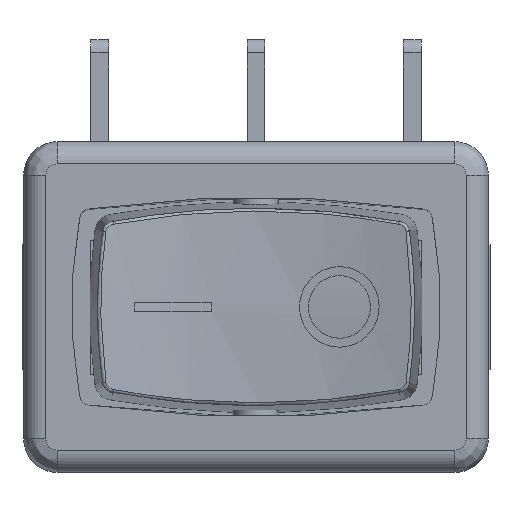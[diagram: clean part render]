
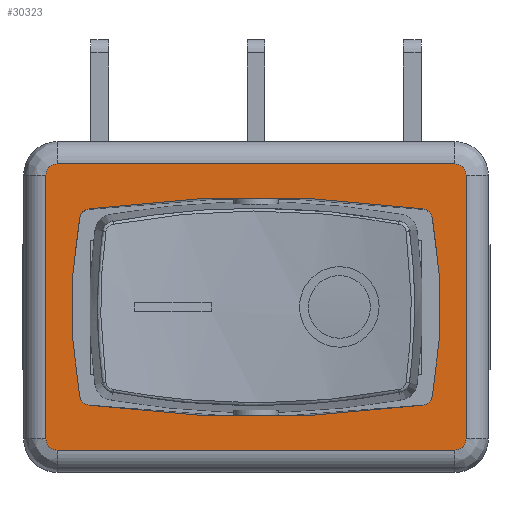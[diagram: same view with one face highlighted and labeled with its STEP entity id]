
A CAD part, top view. The second image highlights one B-rep face of the part: STEP entity #30323.
In plain terms, the highlighted planar face has unit normal (0, 0, 1).
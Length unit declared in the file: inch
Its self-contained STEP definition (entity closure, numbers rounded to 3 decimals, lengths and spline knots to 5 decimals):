
#29477=CARTESIAN_POINT('',(0.29401,0.17305,0.62992));
#29478=VERTEX_POINT('',#29477);
#29485=CARTESIAN_POINT('',(-0.29401,0.17305,0.62992));
#29486=VERTEX_POINT('',#29485);
#29487=CARTESIAN_POINT('',(0.,-1.97226,0.62992));
#29488=DIRECTION('',(0.0,0.0,-1.0));
#29489=DIRECTION('',(-0.136,-0.991,0.0));
#29490=AXIS2_PLACEMENT_3D('',#29487,#29488,#29489);
#29491=CIRCLE('',#29490,2.16535);
#29492=EDGE_CURVE('',#29486,#29478,#29491,.T.);
#29523=CARTESIAN_POINT('',(-0.3107,0.15711,0.62992));
#29524=VERTEX_POINT('',#29523);
#29525=CARTESIAN_POINT('',(-0.29134,0.15354,0.62992));
#29526=DIRECTION('',(0.0,0.0,-1.0));
#29527=DIRECTION('',(0.136,-0.991,0.0));
#29528=AXIS2_PLACEMENT_3D('',#29525,#29526,#29527);
#29529=CIRCLE('',#29528,0.01969);
#29530=EDGE_CURVE('',#29524,#29486,#29529,.T.);
#29556=CARTESIAN_POINT('',(-0.3107,-0.15711,0.62992));
#29557=VERTEX_POINT('',#29556);
#29558=CARTESIAN_POINT('',(0.54108,0.,0.62992));
#29559=DIRECTION('',(0.0,0.0,-1.0));
#29560=DIRECTION('',(0.983,-0.181,0.0));
#29561=AXIS2_PLACEMENT_3D('',#29558,#29559,#29560);
#29562=CIRCLE('',#29561,0.86614);
#29563=EDGE_CURVE('',#29557,#29524,#29562,.T.);
#29589=CARTESIAN_POINT('',(-0.29401,-0.17305,0.62992));
#29590=VERTEX_POINT('',#29589);
#29591=CARTESIAN_POINT('',(-0.29134,-0.15354,0.62992));
#29592=DIRECTION('',(0.0,0.0,-1.0));
#29593=DIRECTION('',(0.983,0.181,0.0));
#29594=AXIS2_PLACEMENT_3D('',#29591,#29592,#29593);
#29595=CIRCLE('',#29594,0.01969);
#29596=EDGE_CURVE('',#29590,#29557,#29595,.T.);
#29622=CARTESIAN_POINT('',(0.29401,-0.17305,0.62992));
#29623=VERTEX_POINT('',#29622);
#29624=CARTESIAN_POINT('',(0.,1.97226,0.62992));
#29625=DIRECTION('',(0.0,0.0,-1.0));
#29626=DIRECTION('',(0.136,0.991,0.0));
#29627=AXIS2_PLACEMENT_3D('',#29624,#29625,#29626);
#29628=CIRCLE('',#29627,2.16535);
#29629=EDGE_CURVE('',#29623,#29590,#29628,.T.);
#29660=CARTESIAN_POINT('',(0.3107,-0.15711,0.62992));
#29661=VERTEX_POINT('',#29660);
#29662=CARTESIAN_POINT('',(0.29134,-0.15354,0.62992));
#29663=DIRECTION('',(0.0,0.0,-1.0));
#29664=DIRECTION('',(-0.136,0.991,0.0));
#29665=AXIS2_PLACEMENT_3D('',#29662,#29663,#29664);
#29666=CIRCLE('',#29665,0.01969);
#29667=EDGE_CURVE('',#29661,#29623,#29666,.T.);
#29693=CARTESIAN_POINT('',(0.3107,0.15711,0.62992));
#29694=VERTEX_POINT('',#29693);
#29695=CARTESIAN_POINT('',(-0.54108,0.,0.62992));
#29696=DIRECTION('',(0.0,0.0,-1.0));
#29697=DIRECTION('',(-0.983,0.181,0.0));
#29698=AXIS2_PLACEMENT_3D('',#29695,#29696,#29697);
#29699=CIRCLE('',#29698,0.86614);
#29700=EDGE_CURVE('',#29694,#29661,#29699,.T.);
#29724=CARTESIAN_POINT('',(0.29134,0.15354,0.62992));
#29725=DIRECTION('',(0.0,0.0,-1.0));
#29726=DIRECTION('',(-0.983,-0.181,0.0));
#29727=AXIS2_PLACEMENT_3D('',#29724,#29725,#29726);
#29728=CIRCLE('',#29727,0.01969);
#29729=EDGE_CURVE('',#29478,#29694,#29728,.T.);
#29776=CARTESIAN_POINT('',(-0.37008,-0.23228,0.62992));
#29777=VERTEX_POINT('',#29776);
#29785=CARTESIAN_POINT('',(-0.37008,0.23228,0.62992));
#29786=VERTEX_POINT('',#29785);
#29787=CARTESIAN_POINT('',(-0.37008,-0.23228,0.62992));
#29788=DIRECTION('',(0.0,1.0,0.0));
#29789=VECTOR('',#29788,0.46457);
#29790=LINE('',#29787,#29789);
#29791=EDGE_CURVE('',#29777,#29786,#29790,.T.);
#29866=CARTESIAN_POINT('',(-0.35039,-0.25197,0.62992));
#29867=VERTEX_POINT('',#29866);
#29875=CARTESIAN_POINT('',(-0.35039,-0.23228,0.62992));
#29876=DIRECTION('',(0.0,0.0,-1.0));
#29877=DIRECTION('',(-0.707,-0.707,0.0));
#29878=AXIS2_PLACEMENT_3D('',#29875,#29876,#29877);
#29879=CIRCLE('',#29878,0.01969);
#29880=EDGE_CURVE('',#29867,#29777,#29879,.T.);
#29946=CARTESIAN_POINT('',(-0.35039,0.25197,0.62992));
#29947=VERTEX_POINT('',#29946);
#29965=CARTESIAN_POINT('',(-0.35039,0.23228,0.62992));
#29966=DIRECTION('',(0.0,0.0,-1.0));
#29967=DIRECTION('',(-0.707,0.707,0.0));
#29968=AXIS2_PLACEMENT_3D('',#29965,#29966,#29967);
#29969=CIRCLE('',#29968,0.01969);
#29970=EDGE_CURVE('',#29786,#29947,#29969,.T.);
#29982=CARTESIAN_POINT('',(0.35039,-0.25197,0.62992));
#29983=VERTEX_POINT('',#29982);
#29991=CARTESIAN_POINT('',(0.35039,-0.25197,0.62992));
#29992=DIRECTION('',(-1.0,0.0,0.0));
#29993=VECTOR('',#29992,0.70079);
#29994=LINE('',#29991,#29993);
#29995=EDGE_CURVE('',#29983,#29867,#29994,.T.);
#30012=CARTESIAN_POINT('',(0.35039,0.25197,0.62992));
#30013=VERTEX_POINT('',#30012);
#30030=CARTESIAN_POINT('',(-0.35039,0.25197,0.62992));
#30031=DIRECTION('',(1.0,0.0,0.0));
#30032=VECTOR('',#30031,0.70079);
#30033=LINE('',#30030,#30032);
#30034=EDGE_CURVE('',#29947,#30013,#30033,.T.);
#30094=CARTESIAN_POINT('',(0.37008,-0.23228,0.62992));
#30095=VERTEX_POINT('',#30094);
#30103=CARTESIAN_POINT('',(0.35039,-0.23228,0.62992));
#30104=DIRECTION('',(0.0,0.0,-1.0));
#30105=DIRECTION('',(0.707,-0.707,0.0));
#30106=AXIS2_PLACEMENT_3D('',#30103,#30104,#30105);
#30107=CIRCLE('',#30106,0.01969);
#30108=EDGE_CURVE('',#30095,#29983,#30107,.T.);
#30174=CARTESIAN_POINT('',(0.37008,0.23228,0.62992));
#30175=VERTEX_POINT('',#30174);
#30193=CARTESIAN_POINT('',(0.35039,0.23228,0.62992));
#30194=DIRECTION('',(0.0,0.0,-1.0));
#30195=DIRECTION('',(0.707,0.707,0.0));
#30196=AXIS2_PLACEMENT_3D('',#30193,#30194,#30195);
#30197=CIRCLE('',#30196,0.01969);
#30198=EDGE_CURVE('',#30013,#30175,#30197,.T.);
#30216=CARTESIAN_POINT('',(0.37008,0.23228,0.62992));
#30217=DIRECTION('',(0.0,-1.0,0.0));
#30218=VECTOR('',#30217,0.46457);
#30219=LINE('',#30216,#30218);
#30220=EDGE_CURVE('',#30175,#30095,#30219,.T.);
#30298=CARTESIAN_POINT('',(-0.40709,-0.27717,0.62992));
#30299=DIRECTION('',(0.0,0.0,1.0));
#30300=DIRECTION('',(1.0,0.0,0.0));
#30301=AXIS2_PLACEMENT_3D('',#30298,#30299,#30300);
#30302=PLANE('',#30301);
#30303=ORIENTED_EDGE('',*,*,#29791,.F.);
#30304=ORIENTED_EDGE('',*,*,#29880,.F.);
#30305=ORIENTED_EDGE('',*,*,#29995,.F.);
#30306=ORIENTED_EDGE('',*,*,#30108,.F.);
#30307=ORIENTED_EDGE('',*,*,#30220,.F.);
#30308=ORIENTED_EDGE('',*,*,#30198,.F.);
#30309=ORIENTED_EDGE('',*,*,#30034,.F.);
#30310=ORIENTED_EDGE('',*,*,#29970,.F.);
#30311=EDGE_LOOP('',(#30303,#30304,#30305,#30306,#30307,#30308,#30309,#30310));
#30312=FACE_OUTER_BOUND('',#30311,.T.);
#30313=ORIENTED_EDGE('',*,*,#29492,.T.);
#30314=ORIENTED_EDGE('',*,*,#29729,.T.);
#30315=ORIENTED_EDGE('',*,*,#29700,.T.);
#30316=ORIENTED_EDGE('',*,*,#29667,.T.);
#30317=ORIENTED_EDGE('',*,*,#29629,.T.);
#30318=ORIENTED_EDGE('',*,*,#29596,.T.);
#30319=ORIENTED_EDGE('',*,*,#29563,.T.);
#30320=ORIENTED_EDGE('',*,*,#29530,.T.);
#30321=EDGE_LOOP('',(#30313,#30314,#30315,#30316,#30317,#30318,#30319,#30320));
#30322=FACE_BOUND('',#30321,.T.);
#30323=ADVANCED_FACE('',(#30312,#30322),#30302,.T.);
